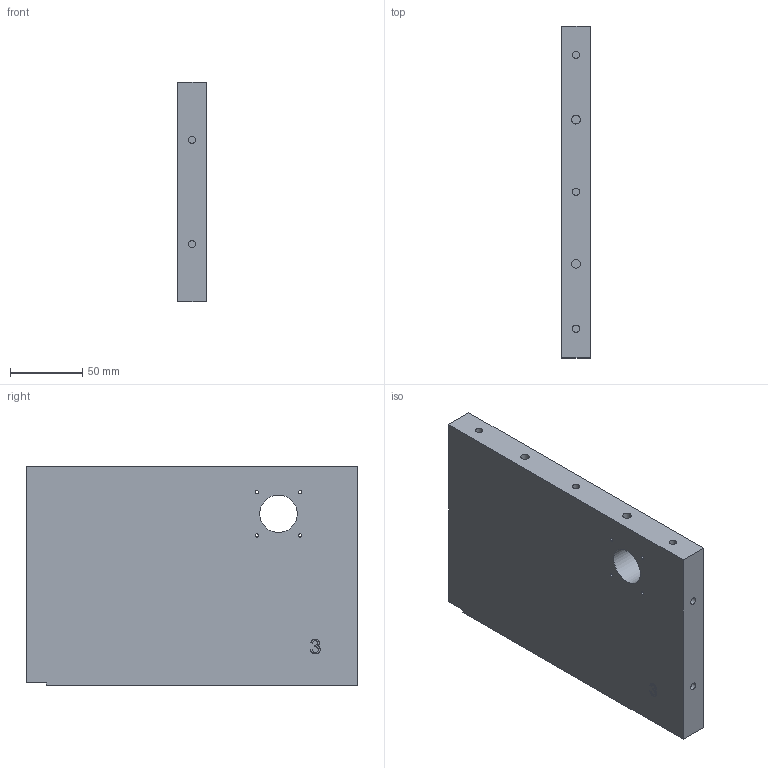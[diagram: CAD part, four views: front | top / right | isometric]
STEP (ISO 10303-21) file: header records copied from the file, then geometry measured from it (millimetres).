
FILE_DESCRIPTION(/* description */ (''),/* implementation_level */ '2;1');
FILE_NAME(/* name */ 'Side(3).step',/* time_stamp */ '2021-10-08T09:56:39+01:00',/* author */ (''),/* organization */ (''),/* preprocessor_version */ 'ST-DEVELOPER v18.1',/* originating_system */ 'Autodesk Translation Framework v10.10.0.1391',/* authorisation */ '');
FILE_SCHEMA (('AUTOMOTIVE_DESIGN { 1 0 10303 214 3 1 1 }'));
Length unit declared in the file: millimetre
Products named in the file (1): Side(3)
Bounding box: 20 x 230 x 152.35 mm (x, y, z)
Volume: 683058.3 mm3; surface area: 90921.5 mm2
Topology: 1 solids, 1 shells, 74 faces, 168 edges, 112 vertices
Faces by surface type: plane 27, bspline 27, cylinder 20
Full cylindrical faces by diameter (mm): 2.271 x4, 5.035 x10, 6 x4, 12 x1, 26 x1
Entity records: 2186 total; most frequent: CARTESIAN_POINT 598, ORIENTED_EDGE 336, DIRECTION 250, EDGE_CURVE 168, VERTEX_POINT 112, EDGE_LOOP 100, AXIS2_PLACEMENT_3D 88, FACE_OUTER_BOUND 74
